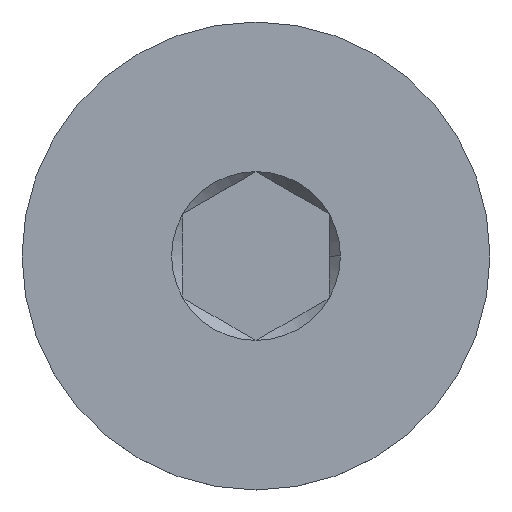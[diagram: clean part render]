
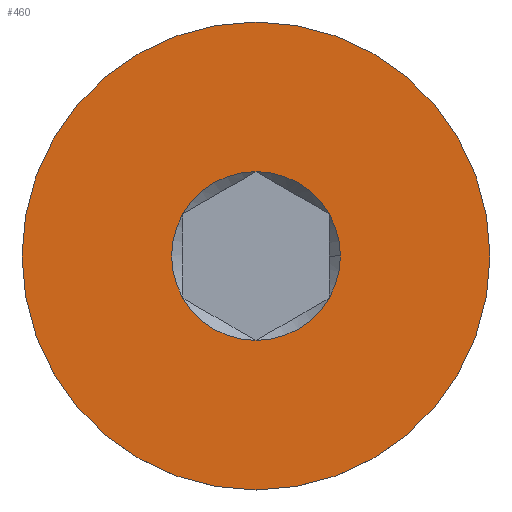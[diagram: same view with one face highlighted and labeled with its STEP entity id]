
A CAD part, top view. The second image highlights one B-rep face of the part: STEP entity #460.
In plain terms, the highlighted planar face has unit normal (0, 0, 1).
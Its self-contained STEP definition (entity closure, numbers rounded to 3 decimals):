
#6 = DIRECTION ( 'NONE',  ( 0., 0., 1. ) ) ;
#18 = EDGE_CURVE ( 'NONE', #299, #612, #523, .T. ) ;
#19 = ORIENTED_EDGE ( 'NONE', *, *, #136, .F. ) ;
#26 = EDGE_CURVE ( 'NONE', #178, #499, #243, .T. ) ;
#33 = DIRECTION ( 'NONE',  ( 0., 0., 1. ) ) ;
#52 = AXIS2_PLACEMENT_3D ( 'NONE', #540, #477, #376 ) ;
#86 = ORIENTED_EDGE ( 'NONE', *, *, #425, .F. ) ;
#126 = CARTESIAN_POINT ( 'NONE',  ( 2.887, 0., 0. ) ) ;
#136 = EDGE_CURVE ( 'NONE', #186, #313, #751, .T. ) ;
#152 = AXIS2_PLACEMENT_3D ( 'NONE', #511, #621, #456 ) ;
#155 = DIRECTION ( 'NONE',  ( 1., 0., 0. ) ) ;
#157 = DIRECTION ( 'NONE',  ( 0., -1., 0. ) ) ;
#164 = CARTESIAN_POINT ( 'NONE',  ( 0., 0., 0. ) ) ;
#173 = CIRCLE ( 'NONE', #52, 2.887 ) ;
#178 = VERTEX_POINT ( 'NONE', #703 ) ;
#186 = VERTEX_POINT ( 'NONE', #710 ) ;
#195 = CARTESIAN_POINT ( 'NONE',  ( 0., 0., 0. ) ) ;
#201 = ORIENTED_EDGE ( 'NONE', *, *, #734, .F. ) ;
#216 = CARTESIAN_POINT ( 'NONE',  ( 0., 0., 0. ) ) ;
#217 = FACE_OUTER_BOUND ( 'NONE', #542, .T. ) ;
#218 = ORIENTED_EDGE ( 'NONE', *, *, #748, .T. ) ;
#221 = AXIS2_PLACEMENT_3D ( 'NONE', #391, #33, #395 ) ;
#230 = CARTESIAN_POINT ( 'NONE',  ( 0., 0., 0. ) ) ;
#231 = CIRCLE ( 'NONE', #446, 2.887 ) ;
#232 = VERTEX_POINT ( 'NONE', #126 ) ;
#243 = CIRCLE ( 'NONE', #688, 8. ) ;
#249 = DIRECTION ( 'NONE',  ( 1., 0., 0. ) ) ;
#250 = ORIENTED_EDGE ( 'NONE', *, *, #26, .T. ) ;
#256 = AXIS2_PLACEMENT_3D ( 'NONE', #400, #567, #737 ) ;
#261 = DIRECTION ( 'NONE',  ( 0., 0., 1. ) ) ;
#274 = DIRECTION ( 'NONE',  ( 0., 0., 1. ) ) ;
#299 = VERTEX_POINT ( 'NONE', #544 ) ;
#313 = VERTEX_POINT ( 'NONE', #498 ) ;
#321 = AXIS2_PLACEMENT_3D ( 'NONE', #230, #6, #644 ) ;
#322 = CARTESIAN_POINT ( 'NONE',  ( -2.5, -1.443, 0. ) ) ;
#367 = EDGE_CURVE ( 'NONE', #612, #232, #231, .T. ) ;
#376 = DIRECTION ( 'NONE',  ( 1., 0., 0. ) ) ;
#385 = DIRECTION ( 'NONE',  ( 0., -1., 0. ) ) ;
#391 = CARTESIAN_POINT ( 'NONE',  ( 0., 0., 0. ) ) ;
#395 = DIRECTION ( 'NONE',  ( 1., 0., 0. ) ) ;
#396 = AXIS2_PLACEMENT_3D ( 'NONE', #615, #673, #385 ) ;
#400 = CARTESIAN_POINT ( 'NONE',  ( 0., 0., 0. ) ) ;
#404 = EDGE_CURVE ( 'NONE', #232, #186, #533, .T. ) ;
#414 = ORIENTED_EDGE ( 'NONE', *, *, #18, .F. ) ;
#425 = EDGE_CURVE ( 'NONE', #535, #495, #736, .T. ) ;
#432 = CIRCLE ( 'NONE', #221, 2.887 ) ;
#446 = AXIS2_PLACEMENT_3D ( 'NONE', #195, #597, #249 ) ;
#452 = PLANE ( 'NONE',  #396 ) ;
#456 = DIRECTION ( 'NONE',  ( 1., 0., 0. ) ) ;
#459 = FACE_BOUND ( 'NONE', #469, .T. ) ;
#460 = ADVANCED_FACE ( 'NONE', ( #459, #217 ), #452, .T. ) ;
#469 = EDGE_LOOP ( 'NONE', ( #414, #649, #86, #201, #19, #552, #491 ) ) ;
#477 = DIRECTION ( 'NONE',  ( 0., 0., 1. ) ) ;
#482 = AXIS2_PLACEMENT_3D ( 'NONE', #741, #274, #155 ) ;
#491 = ORIENTED_EDGE ( 'NONE', *, *, #367, .F. ) ;
#495 = VERTEX_POINT ( 'NONE', #322 ) ;
#498 = CARTESIAN_POINT ( 'NONE',  ( 0., 2.887, 0. ) ) ;
#499 = VERTEX_POINT ( 'NONE', #563 ) ;
#503 = DIRECTION ( 'NONE',  ( 0., 0., 1. ) ) ;
#511 = CARTESIAN_POINT ( 'NONE',  ( 0., 0., 0. ) ) ;
#523 = CIRCLE ( 'NONE', #256, 2.887 ) ;
#532 = CARTESIAN_POINT ( 'NONE',  ( -2.5, 1.443, 0. ) ) ;
#533 = CIRCLE ( 'NONE', #152, 2.887 ) ;
#535 = VERTEX_POINT ( 'NONE', #532 ) ;
#540 = CARTESIAN_POINT ( 'NONE',  ( 0., 0., 0. ) ) ;
#542 = EDGE_LOOP ( 'NONE', ( #250, #218 ) ) ;
#544 = CARTESIAN_POINT ( 'NONE',  ( 0., -2.887, 0. ) ) ;
#552 = ORIENTED_EDGE ( 'NONE', *, *, #404, .F. ) ;
#563 = CARTESIAN_POINT ( 'NONE',  ( 0., 8., 0. ) ) ;
#567 = DIRECTION ( 'NONE',  ( 0., 0., 1. ) ) ;
#577 = DIRECTION ( 'NONE',  ( 0., -1., 0. ) ) ;
#597 = DIRECTION ( 'NONE',  ( 0., 0., 1. ) ) ;
#602 = EDGE_CURVE ( 'NONE', #495, #299, #173, .T. ) ;
#612 = VERTEX_POINT ( 'NONE', #718 ) ;
#615 = CARTESIAN_POINT ( 'NONE',  ( 0., -4., 0. ) ) ;
#617 = CIRCLE ( 'NONE', #701, 8. ) ;
#621 = DIRECTION ( 'NONE',  ( 0., 0., 1. ) ) ;
#644 = DIRECTION ( 'NONE',  ( 1., 0., 0. ) ) ;
#649 = ORIENTED_EDGE ( 'NONE', *, *, #602, .F. ) ;
#673 = DIRECTION ( 'NONE',  ( 0., 0., 1. ) ) ;
#688 = AXIS2_PLACEMENT_3D ( 'NONE', #164, #503, #577 ) ;
#701 = AXIS2_PLACEMENT_3D ( 'NONE', #216, #261, #157 ) ;
#703 = CARTESIAN_POINT ( 'NONE',  ( 0., -8., 0. ) ) ;
#710 = CARTESIAN_POINT ( 'NONE',  ( 2.5, 1.443, 0. ) ) ;
#718 = CARTESIAN_POINT ( 'NONE',  ( 2.5, -1.443, 0. ) ) ;
#734 = EDGE_CURVE ( 'NONE', #313, #535, #432, .T. ) ;
#736 = CIRCLE ( 'NONE', #482, 2.887 ) ;
#737 = DIRECTION ( 'NONE',  ( 1., 0., 0. ) ) ;
#741 = CARTESIAN_POINT ( 'NONE',  ( 0., 0., 0. ) ) ;
#748 = EDGE_CURVE ( 'NONE', #499, #178, #617, .T. ) ;
#751 = CIRCLE ( 'NONE', #321, 2.887 ) ;
